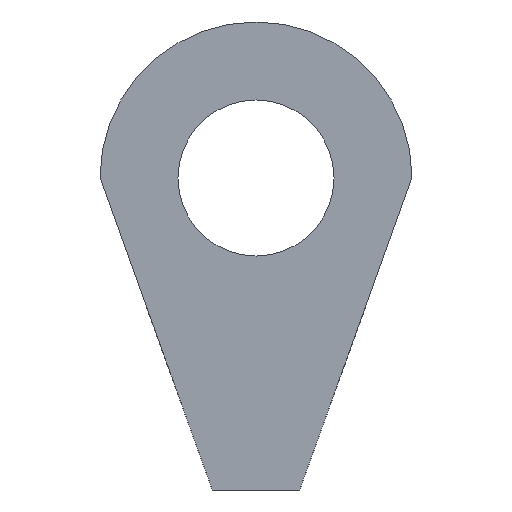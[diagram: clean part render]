
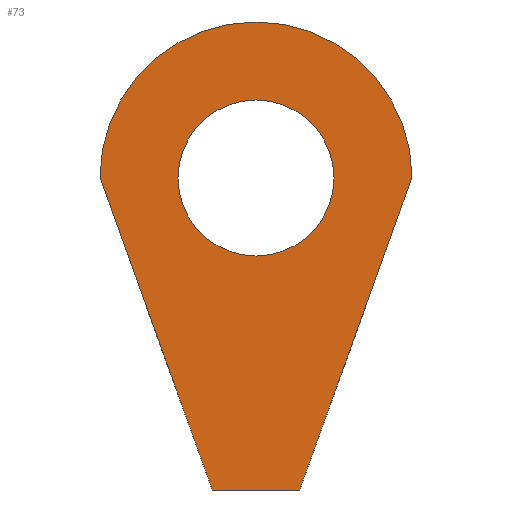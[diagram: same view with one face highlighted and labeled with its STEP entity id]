
A CAD part, front view. The second image highlights one B-rep face of the part: STEP entity #73.
In plain terms, the highlighted planar face has unit normal (0, -1, 0).
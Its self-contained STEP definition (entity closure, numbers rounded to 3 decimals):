
#3 = DIRECTION ( 'NONE',  ( -0.339, 0., 0.941 ) ) ;
#6 = VERTEX_POINT ( 'NONE', #238 ) ;
#7 = CARTESIAN_POINT ( 'NONE',  ( -1.4, -1.5, 54.4 ) ) ;
#14 = DIRECTION ( 'NONE',  ( 0., 0., 1. ) ) ;
#21 = AXIS2_PLACEMENT_3D ( 'NONE', #151, #123, #294 ) ;
#42 = CARTESIAN_POINT ( 'NONE',  ( 0., -1.5, 64.4 ) ) ;
#44 = CIRCLE ( 'NONE', #271, 2.5 ) ;
#49 = EDGE_CURVE ( 'NONE', #150, #6, #96, .T. ) ;
#60 = CARTESIAN_POINT ( 'NONE',  ( -1.4, -1.5, 54.4 ) ) ;
#70 = CIRCLE ( 'NONE', #21, 5. ) ;
#73 = ADVANCED_FACE ( 'NONE', ( #239, #156 ), #237, .F. ) ;
#74 = VERTEX_POINT ( 'NONE', #284 ) ;
#75 = CARTESIAN_POINT ( 'NONE',  ( 5., -1.5, 64.4 ) ) ;
#77 = EDGE_CURVE ( 'NONE', #107, #74, #115, .T. ) ;
#78 = LINE ( 'NONE', #208, #122 ) ;
#80 = ORIENTED_EDGE ( 'NONE', *, *, #200, .F. ) ;
#96 = CIRCLE ( 'NONE', #259, 2.5 ) ;
#104 = ORIENTED_EDGE ( 'NONE', *, *, #196, .T. ) ;
#106 = CARTESIAN_POINT ( 'NONE',  ( 1.4, -1.5, 54.4 ) ) ;
#107 = VERTEX_POINT ( 'NONE', #106 ) ;
#111 = CARTESIAN_POINT ( 'NONE',  ( 0., -1.5, 64.4 ) ) ;
#115 = LINE ( 'NONE', #60, #281 ) ;
#122 = VECTOR ( 'NONE', #145, 1000. ) ;
#123 = DIRECTION ( 'NONE',  ( 0., 1., 0. ) ) ;
#124 = VERTEX_POINT ( 'NONE', #75 ) ;
#126 = LINE ( 'NONE', #7, #265 ) ;
#136 = DIRECTION ( 'NONE',  ( 0., 0., 1. ) ) ;
#145 = DIRECTION ( 'NONE',  ( -0.339, 0., -0.941 ) ) ;
#147 = ORIENTED_EDGE ( 'NONE', *, *, #152, .F. ) ;
#148 = DIRECTION ( 'NONE',  ( 0., 1., 0. ) ) ;
#150 = VERTEX_POINT ( 'NONE', #227 ) ;
#151 = CARTESIAN_POINT ( 'NONE',  ( 0., -1.5, 64.4 ) ) ;
#152 = EDGE_CURVE ( 'NONE', #124, #107, #78, .T. ) ;
#156 = FACE_BOUND ( 'NONE', #182, .T. ) ;
#171 = AXIS2_PLACEMENT_3D ( 'NONE', #111, #185, #14 ) ;
#176 = ORIENTED_EDGE ( 'NONE', *, *, #49, .T. ) ;
#181 = EDGE_CURVE ( 'NONE', #74, #298, #126, .T. ) ;
#182 = EDGE_LOOP ( 'NONE', ( #176, #104 ) ) ;
#185 = DIRECTION ( 'NONE',  ( 0., 1., 0. ) ) ;
#196 = EDGE_CURVE ( 'NONE', #6, #150, #44, .T. ) ;
#200 = EDGE_CURVE ( 'NONE', #298, #124, #70, .T. ) ;
#201 = EDGE_LOOP ( 'NONE', ( #293, #282, #147, #80 ) ) ;
#202 = CARTESIAN_POINT ( 'NONE',  ( 0., -1.5, 64.4 ) ) ;
#208 = CARTESIAN_POINT ( 'NONE',  ( 1.4, -1.5, 54.4 ) ) ;
#227 = CARTESIAN_POINT ( 'NONE',  ( 0., -1.5, 61.9 ) ) ;
#237 = PLANE ( 'NONE',  #171 ) ;
#238 = CARTESIAN_POINT ( 'NONE',  ( 0., -1.5, 66.9 ) ) ;
#239 = FACE_OUTER_BOUND ( 'NONE', #201, .T. ) ;
#242 = DIRECTION ( 'NONE',  ( 0., 1., 0. ) ) ;
#259 = AXIS2_PLACEMENT_3D ( 'NONE', #42, #242, #136 ) ;
#260 = DIRECTION ( 'NONE',  ( -1., 0., 0. ) ) ;
#265 = VECTOR ( 'NONE', #3, 1000. ) ;
#271 = AXIS2_PLACEMENT_3D ( 'NONE', #202, #148, #292 ) ;
#281 = VECTOR ( 'NONE', #260, 1000. ) ;
#282 = ORIENTED_EDGE ( 'NONE', *, *, #77, .F. ) ;
#284 = CARTESIAN_POINT ( 'NONE',  ( -1.4, -1.5, 54.4 ) ) ;
#287 = CARTESIAN_POINT ( 'NONE',  ( -5., -1.5, 64.4 ) ) ;
#292 = DIRECTION ( 'NONE',  ( 0., 0., 1. ) ) ;
#293 = ORIENTED_EDGE ( 'NONE', *, *, #181, .F. ) ;
#294 = DIRECTION ( 'NONE',  ( 0., 0., 1. ) ) ;
#298 = VERTEX_POINT ( 'NONE', #287 ) ;
